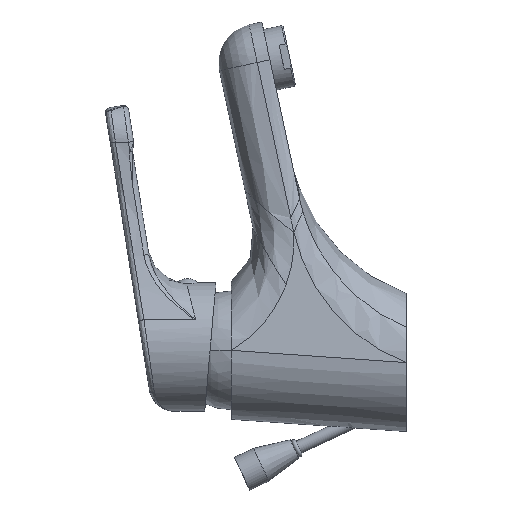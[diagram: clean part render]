
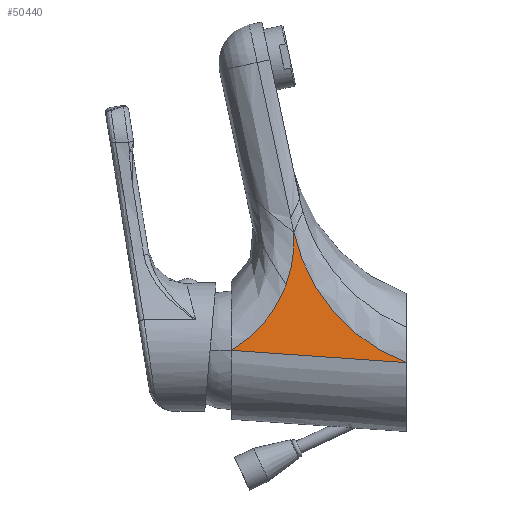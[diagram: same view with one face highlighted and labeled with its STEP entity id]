
A CAD part, left-side view. The second image highlights one B-rep face of the part: STEP entity #50440.
In plain terms, the highlighted free-form (B-spline) face has degree [3, 3] with [7, 4] control points.
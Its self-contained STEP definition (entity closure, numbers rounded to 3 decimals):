
#6831=CARTESIAN_POINT('',(-23.936,46.701,30.183));
#6832=CARTESIAN_POINT('',(-23.241,44.285,36.664));
#6833=CARTESIAN_POINT('',(-22.503,43.249,43.652));
#6834=CARTESIAN_POINT('',(-21.785,43.681,50.553));
#6853=CARTESIAN_POINT('',(-26.75,0.,0.));
#6854=CARTESIAN_POINT('',(-26.575,5.445,2.052));
#6855=CARTESIAN_POINT('',(-26.08,15.818,7.514));
#6856=CARTESIAN_POINT('',(-24.946,28.865,19.273));
#6857=CARTESIAN_POINT('',(-23.492,38.592,33.87));
#6858=CARTESIAN_POINT('',(-22.368,42.461,44.891));
#6859=CARTESIAN_POINT('',(-21.785,43.681,50.553));
#6881=DIRECTION('',(0.,0.998,0.07));
#6882=VECTOR('',#6881,68.166);
#6883=CARTESIAN_POINT('',(-26.75,0.,0.));
#6884=LINE('',#6883,#6882);
#7015=CARTESIAN_POINT('',(-26.75,68.,4.755));
#7016=CARTESIAN_POINT('',(-26.414,63.141,7.63));
#7017=CARTESIAN_POINT('',(-25.576,54.415,15.035));
#7018=CARTESIAN_POINT('',(-24.502,48.667,24.909));
#7019=CARTESIAN_POINT('',(-23.936,46.701,30.183));
#37416=VERTEX_POINT('',#7015);
#37417=VERTEX_POINT('',#7019);
#37426=CARTESIAN_POINT('',(-21.785,43.681,
50.553));
#37428=VERTEX_POINT('',#37426);
#37432=CARTESIAN_POINT('',(-26.75,0.,0.));
#37433=VERTEX_POINT('',#37432);
#50402=CARTESIAN_POINT('',(-26.79,-2.718,
-0.573));
#50403=CARTESIAN_POINT('',(-26.798,21.661,
1.053));
#50404=CARTESIAN_POINT('',(-26.806,46.04,
2.68));
#50405=CARTESIAN_POINT('',(-26.815,70.419,
4.307));
#50406=CARTESIAN_POINT('',(-26.616,3.41,
1.519));
#50407=CARTESIAN_POINT('',(-26.587,24.245,
3.255));
#50408=CARTESIAN_POINT('',(-26.558,45.079,
4.99));
#50409=CARTESIAN_POINT('',(-26.529,65.914,
6.726));
#50410=CARTESIAN_POINT('',(-26.115,14.637,
7.095));
#50411=CARTESIAN_POINT('',(-26.029,29.079,
8.932));
#50412=CARTESIAN_POINT('',(-25.942,43.521,
10.769));
#50413=CARTESIAN_POINT('',(-25.856,57.963,
12.606));
#50414=CARTESIAN_POINT('',(-24.953,28.466,
19.18));
#50415=CARTESIAN_POINT('',(-24.834,35.387,
20.805));
#50416=CARTESIAN_POINT('',(-24.715,42.308,
22.431));
#50417=CARTESIAN_POINT('',(-24.595,49.229,
24.056));
#50418=CARTESIAN_POINT('',(-23.497,38.482,
33.81));
#50419=CARTESIAN_POINT('',(-23.402,40.388,
34.854));
#50420=CARTESIAN_POINT('',(-23.307,42.295,
35.898));
#50421=CARTESIAN_POINT('',(-23.212,44.202,
36.942));
#50422=CARTESIAN_POINT('',(-22.37,42.442,
44.868));
#50423=CARTESIAN_POINT('',(-22.332,42.767,
45.26));
#50424=CARTESIAN_POINT('',(-22.293,43.092,
45.652));
#50425=CARTESIAN_POINT('',(-22.255,43.417,
46.044));
#50426=CARTESIAN_POINT('',(-21.785,43.681,
50.553));
#50427=CARTESIAN_POINT('',(-21.785,43.681,
50.553));
#50428=CARTESIAN_POINT('',(-21.785,43.681,
50.553));
#50429=CARTESIAN_POINT('',(-21.785,43.681,
50.553));
#50430=B_SPLINE_SURFACE_WITH_KNOTS('',3,3,((#50402,#50403,#50404,#50405),
(#50406,#50407,#50408,#50409),(#50410,#50411,#50412,#50413),(#50414,#50415,
#50416,#50417),(#50418,#50419,#50420,#50421),(#50422,#50423,#50424,#50425),(
#50426,#50427,#50428,#50429)),.UNSPECIFIED.,.F.,.F.,.F.,(4,1,1,1,4),(4,4),(
-0.02,0.25,0.5,0.75,1.),(-0.02,
1.021),.UNSPECIFIED.);
#50432=ORIENTED_EDGE('',*,*,#50431,.F.);
#50434=ORIENTED_EDGE('',*,*,#50433,.T.);
#50436=ORIENTED_EDGE('',*,*,#50435,.T.);
#50437=ORIENTED_EDGE('',*,*,#50383,.T.);
#50438=EDGE_LOOP('',(#50432,#50434,#50436,#50437));
#50439=FACE_OUTER_BOUND('',#50438,.F.);
#50440=ADVANCED_FACE('',(#50439),#50430,.T.);
#6835=B_SPLINE_CURVE_WITH_KNOTS('',3,(#6831,#6832,#6833,#6834),.UNSPECIFIED.,
.F.,.F.,(4,4),(0.,1.),.UNSPECIFIED.);
#6860=B_SPLINE_CURVE_WITH_KNOTS('',3,(#6853,#6854,#6855,#6856,#6857,#6858,
#6859),.UNSPECIFIED.,.F.,.F.,(4,1,1,1,4),(0.,0.25,0.5,0.75,1.),
.UNSPECIFIED.);
#7020=B_SPLINE_CURVE_WITH_KNOTS('',3,(#7015,#7016,#7017,#7018,#7019),
.UNSPECIFIED.,.F.,.F.,(4,1,4),(0.,0.5,1.),.UNSPECIFIED.);
#50383=EDGE_CURVE('',#37417,#37428,#6835,.T.);
#50431=EDGE_CURVE('',#37433,#37428,#6860,.T.);
#50433=EDGE_CURVE('',#37433,#37416,#6884,.T.);
#50435=EDGE_CURVE('',#37416,#37417,#7020,.T.);
